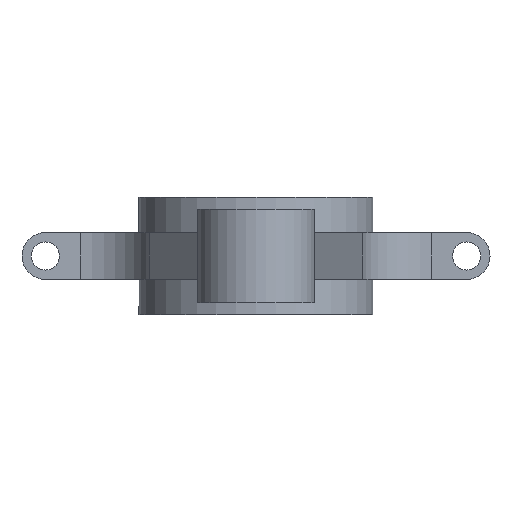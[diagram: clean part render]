
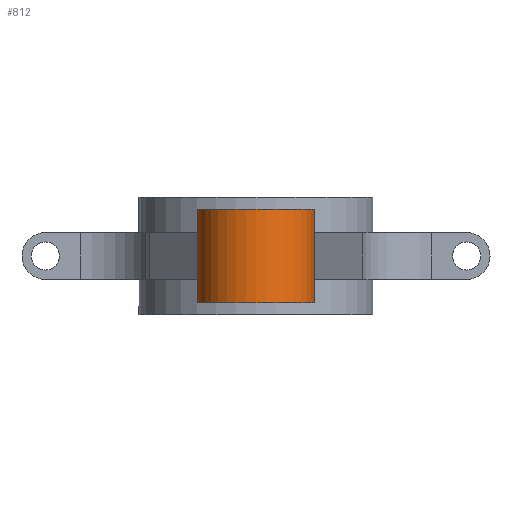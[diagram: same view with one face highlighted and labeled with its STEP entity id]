
A CAD part, front view. The second image highlights one B-rep face of the part: STEP entity #812.
In plain terms, the highlighted cylindrical face has radius 12.5 mm (diameter 25 mm), a partial arc.
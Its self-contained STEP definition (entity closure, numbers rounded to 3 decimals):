
#43 = CIRCLE ( 'NONE', #1541, 12.5 ) ;
#121 = CARTESIAN_POINT ( 'NONE',  ( 0., -77.867, 10. ) ) ;
#123 = CARTESIAN_POINT ( 'NONE',  ( 12.5, -77.867, -10. ) ) ;
#142 = DIRECTION ( 'NONE',  ( -1., 0., 0. ) ) ;
#157 = VECTOR ( 'NONE', #454, 1000. ) ;
#240 = AXIS2_PLACEMENT_3D ( 'NONE', #1154, #1271, #1652 ) ;
#274 = VECTOR ( 'NONE', #353, 1000. ) ;
#289 = DIRECTION ( 'NONE',  ( 0., 0., -1. ) ) ;
#298 = CARTESIAN_POINT ( 'NONE',  ( 12.5, -77.867, 10. ) ) ;
#344 = EDGE_CURVE ( 'NONE', #1178, #1651, #43, .T. ) ;
#348 = CARTESIAN_POINT ( 'NONE',  ( 12.5, -77.867, 10. ) ) ;
#353 = DIRECTION ( 'NONE',  ( 0., 0., -1. ) ) ;
#378 = CIRCLE ( 'NONE', #240, 12.5 ) ;
#397 = ORIENTED_EDGE ( 'NONE', *, *, #344, .T. ) ;
#415 = VERTEX_POINT ( 'NONE', #298 ) ;
#454 = DIRECTION ( 'NONE',  ( 0., 0., -1. ) ) ;
#510 = ORIENTED_EDGE ( 'NONE', *, *, #1373, .F. ) ;
#669 = EDGE_CURVE ( 'NONE', #1098, #1178, #1539, .T. ) ;
#730 = EDGE_CURVE ( 'NONE', #1098, #415, #378, .T. ) ;
#740 = CARTESIAN_POINT ( 'NONE',  ( -12.5, -77.867, 10. ) ) ;
#780 = FACE_OUTER_BOUND ( 'NONE', #1507, .T. ) ;
#792 = CARTESIAN_POINT ( 'NONE',  ( -12.5, -77.867, 10. ) ) ;
#812 = ADVANCED_FACE ( 'NONE', ( #780 ), #1280, .T. ) ;
#1019 = ORIENTED_EDGE ( 'NONE', *, *, #730, .F. ) ;
#1048 = CARTESIAN_POINT ( 'NONE',  ( -12.5, -77.867, -10. ) ) ;
#1055 = ORIENTED_EDGE ( 'NONE', *, *, #669, .T. ) ;
#1098 = VERTEX_POINT ( 'NONE', #792 ) ;
#1103 = LINE ( 'NONE', #348, #157 ) ;
#1154 = CARTESIAN_POINT ( 'NONE',  ( 0., -77.867, 10. ) ) ;
#1178 = VERTEX_POINT ( 'NONE', #1048 ) ;
#1271 = DIRECTION ( 'NONE',  ( 0., 0., 1. ) ) ;
#1280 = CYLINDRICAL_SURFACE ( 'NONE', #1460, 12.5 ) ;
#1373 = EDGE_CURVE ( 'NONE', #415, #1651, #1103, .T. ) ;
#1460 = AXIS2_PLACEMENT_3D ( 'NONE', #121, #289, #142 ) ;
#1507 = EDGE_LOOP ( 'NONE', ( #510, #1019, #1055, #397 ) ) ;
#1523 = DIRECTION ( 'NONE',  ( 1., 0., 0. ) ) ;
#1539 = LINE ( 'NONE', #740, #274 ) ;
#1541 = AXIS2_PLACEMENT_3D ( 'NONE', #1674, #1656, #1523 ) ;
#1651 = VERTEX_POINT ( 'NONE', #123 ) ;
#1652 = DIRECTION ( 'NONE',  ( 1., 0., 0. ) ) ;
#1656 = DIRECTION ( 'NONE',  ( 0., 0., 1. ) ) ;
#1674 = CARTESIAN_POINT ( 'NONE',  ( 0., -77.867, -10. ) ) ;
